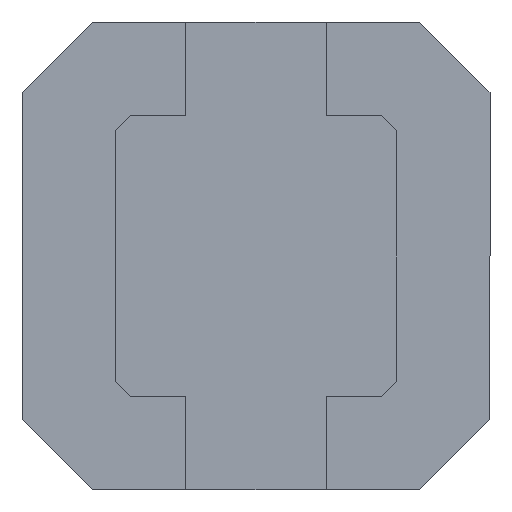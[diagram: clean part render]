
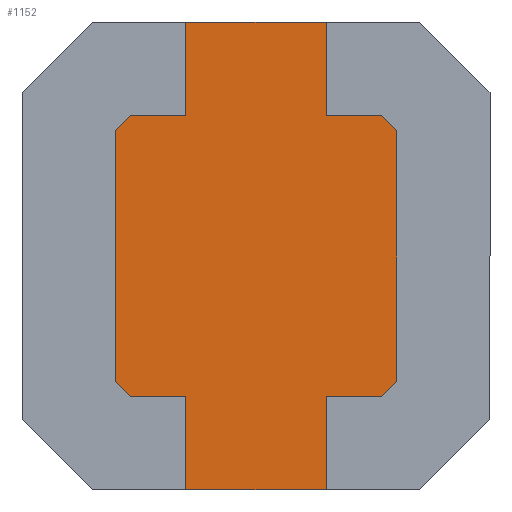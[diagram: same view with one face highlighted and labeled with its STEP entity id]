
A CAD part, front view. The second image highlights one B-rep face of the part: STEP entity #1152.
In plain terms, the highlighted planar face has unit normal (0, -1, 0).
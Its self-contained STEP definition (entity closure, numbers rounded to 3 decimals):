
#31 = PLANE ( 'NONE',  #765 ) ;
#34 = ORIENTED_EDGE ( 'NONE', *, *, #1988, .T. ) ;
#62 = ORIENTED_EDGE ( 'NONE', *, *, #2354, .T. ) ;
#73 = LINE ( 'NONE', #610, #1416 ) ;
#158 = VECTOR ( 'NONE', #343, 1000. ) ;
#218 = ORIENTED_EDGE ( 'NONE', *, *, #904, .F. ) ;
#243 = VECTOR ( 'NONE', #1713, 1000. ) ;
#252 = VECTOR ( 'NONE', #1880, 1000. ) ;
#277 = CARTESIAN_POINT ( 'NONE',  ( 0.75, 0.15, -2.505 ) ) ;
#329 = EDGE_CURVE ( 'NONE', #1303, #645, #1198, .T. ) ;
#343 = DIRECTION ( 'NONE',  ( 0.707, 0., -0.707 ) ) ;
#404 = DIRECTION ( 'NONE',  ( 1., 0., 0. ) ) ;
#409 = CARTESIAN_POINT ( 'NONE',  ( 0.75, 0.15, 2.505 ) ) ;
#415 = DIRECTION ( 'NONE',  ( -1., 0., 0. ) ) ;
#436 = CARTESIAN_POINT ( 'NONE',  ( -0.75, 0.15, 2.505 ) ) ;
#442 = EDGE_CURVE ( 'NONE', #1164, #1786, #609, .T. ) ;
#459 = LINE ( 'NONE', #583, #2047 ) ;
#465 = CARTESIAN_POINT ( 'NONE',  ( 0.75, 0.15, 2.505 ) ) ;
#481 = VERTEX_POINT ( 'NONE', #1069 ) ;
#491 = LINE ( 'NONE', #1425, #158 ) ;
#509 = VERTEX_POINT ( 'NONE', #1932 ) ;
#517 = VERTEX_POINT ( 'NONE', #1573 ) ;
#519 = CARTESIAN_POINT ( 'NONE',  ( 0.75, 0.15, 1.505 ) ) ;
#582 = ORIENTED_EDGE ( 'NONE', *, *, #1183, .T. ) ;
#583 = CARTESIAN_POINT ( 'NONE',  ( -1.341, 0.15, -1.505 ) ) ;
#584 = VECTOR ( 'NONE', #623, 1000. ) ;
#609 = LINE ( 'NONE', #861, #704 ) ;
#610 = CARTESIAN_POINT ( 'NONE',  ( 1.505, 0.15, -1.341 ) ) ;
#617 = CARTESIAN_POINT ( 'NONE',  ( 0.75, 0.15, 2.505 ) ) ;
#618 = LINE ( 'NONE', #277, #1264 ) ;
#623 = DIRECTION ( 'NONE',  ( 0., 0., 1. ) ) ;
#645 = VERTEX_POINT ( 'NONE', #2345 ) ;
#663 = CARTESIAN_POINT ( 'NONE',  ( -0.75, 0.15, -2.505 ) ) ;
#704 = VECTOR ( 'NONE', #2347, 1000. ) ;
#706 = EDGE_CURVE ( 'NONE', #645, #1718, #1247, .T. ) ;
#718 = LINE ( 'NONE', #863, #932 ) ;
#727 = LINE ( 'NONE', #2098, #1227 ) ;
#734 = ORIENTED_EDGE ( 'NONE', *, *, #1972, .F. ) ;
#753 = CARTESIAN_POINT ( 'NONE',  ( -1.505, 0.15, -1.341 ) ) ;
#763 = EDGE_CURVE ( 'NONE', #509, #1164, #1806, .T. ) ;
#765 = AXIS2_PLACEMENT_3D ( 'NONE', #617, #1693, #1118 ) ;
#825 = EDGE_CURVE ( 'NONE', #1116, #1303, #873, .T. ) ;
#847 = CARTESIAN_POINT ( 'NONE',  ( -1.341, 0.15, -1.505 ) ) ;
#861 = CARTESIAN_POINT ( 'NONE',  ( 1.341, 0.15, -1.505 ) ) ;
#863 = CARTESIAN_POINT ( 'NONE',  ( 0.75, 0.15, 2.505 ) ) ;
#872 = EDGE_CURVE ( 'NONE', #1786, #1718, #73, .T. ) ;
#873 = LINE ( 'NONE', #409, #1625 ) ;
#880 = EDGE_CURVE ( 'NONE', #1226, #1956, #1497, .T. ) ;
#904 = EDGE_CURVE ( 'NONE', #1402, #1850, #1930, .T. ) ;
#932 = VECTOR ( 'NONE', #1361, 1000. ) ;
#936 = VECTOR ( 'NONE', #2022, 1000. ) ;
#939 = VECTOR ( 'NONE', #1602, 1000. ) ;
#946 = CARTESIAN_POINT ( 'NONE',  ( 0.75, 0.15, -1.505 ) ) ;
#953 = DIRECTION ( 'NONE',  ( 0., 0., -1. ) ) ;
#965 = CARTESIAN_POINT ( 'NONE',  ( -1.505, 0.15, 1.341 ) ) ;
#971 = CARTESIAN_POINT ( 'NONE',  ( 1.341, 0.15, -1.505 ) ) ;
#974 = EDGE_CURVE ( 'NONE', #1913, #1402, #618, .T. ) ;
#1000 = DIRECTION ( 'NONE',  ( -0.707, 0., -0.707 ) ) ;
#1069 = CARTESIAN_POINT ( 'NONE',  ( -1.341, 0.15, 1.505 ) ) ;
#1081 = ORIENTED_EDGE ( 'NONE', *, *, #974, .F. ) ;
#1116 = VERTEX_POINT ( 'NONE', #1675 ) ;
#1118 = DIRECTION ( 'NONE',  ( 0., 0., 1. ) ) ;
#1128 = CARTESIAN_POINT ( 'NONE',  ( -1.505, 0.15, 1.341 ) ) ;
#1140 = CARTESIAN_POINT ( 'NONE',  ( -0.75, 0.15, 1.505 ) ) ;
#1152 = ADVANCED_FACE ( 'NONE', ( #1604 ), #31, .F. ) ;
#1164 = VERTEX_POINT ( 'NONE', #971 ) ;
#1183 = EDGE_CURVE ( 'NONE', #1480, #1850, #459, .T. ) ;
#1192 = LINE ( 'NONE', #1140, #1874 ) ;
#1198 = LINE ( 'NONE', #519, #939 ) ;
#1226 = VERTEX_POINT ( 'NONE', #1128 ) ;
#1227 = VECTOR ( 'NONE', #1000, 1000. ) ;
#1247 = LINE ( 'NONE', #2165, #2229 ) ;
#1264 = VECTOR ( 'NONE', #1722, 1000. ) ;
#1303 = VERTEX_POINT ( 'NONE', #2032 ) ;
#1306 = DIRECTION ( 'NONE',  ( 1., 0., 0. ) ) ;
#1357 = LINE ( 'NONE', #1839, #936 ) ;
#1361 = DIRECTION ( 'NONE',  ( 1., 0., 0. ) ) ;
#1402 = VERTEX_POINT ( 'NONE', #663 ) ;
#1412 = ORIENTED_EDGE ( 'NONE', *, *, #825, .F. ) ;
#1416 = VECTOR ( 'NONE', #1514, 1000. ) ;
#1425 = CARTESIAN_POINT ( 'NONE',  ( -1.505, 0.15, -1.341 ) ) ;
#1480 = VERTEX_POINT ( 'NONE', #847 ) ;
#1497 = LINE ( 'NONE', #965, #252 ) ;
#1514 = DIRECTION ( 'NONE',  ( 0., 0., 1. ) ) ;
#1522 = ORIENTED_EDGE ( 'NONE', *, *, #2006, .F. ) ;
#1573 = CARTESIAN_POINT ( 'NONE',  ( -0.75, 0.15, 2.505 ) ) ;
#1602 = DIRECTION ( 'NONE',  ( 1., 0., 0. ) ) ;
#1604 = FACE_OUTER_BOUND ( 'NONE', #2270, .T. ) ;
#1625 = VECTOR ( 'NONE', #953, 1000. ) ;
#1637 = EDGE_CURVE ( 'NONE', #1683, #481, #1192, .T. ) ;
#1642 = CARTESIAN_POINT ( 'NONE',  ( 0.75, 0.15, -2.505 ) ) ;
#1675 = CARTESIAN_POINT ( 'NONE',  ( 0.75, 0.15, 2.505 ) ) ;
#1683 = VERTEX_POINT ( 'NONE', #1886 ) ;
#1693 = DIRECTION ( 'NONE',  ( 0., 1., 0. ) ) ;
#1713 = DIRECTION ( 'NONE',  ( 0., 0., -1. ) ) ;
#1718 = VERTEX_POINT ( 'NONE', #2094 ) ;
#1722 = DIRECTION ( 'NONE',  ( -1., 0., 0. ) ) ;
#1764 = CARTESIAN_POINT ( 'NONE',  ( -0.75, 0.15, -1.505 ) ) ;
#1775 = LINE ( 'NONE', #465, #243 ) ;
#1786 = VERTEX_POINT ( 'NONE', #2312 ) ;
#1806 = LINE ( 'NONE', #946, #2189 ) ;
#1839 = CARTESIAN_POINT ( 'NONE',  ( -0.75, 0.15, 2.505 ) ) ;
#1850 = VERTEX_POINT ( 'NONE', #1764 ) ;
#1874 = VECTOR ( 'NONE', #415, 1000. ) ;
#1880 = DIRECTION ( 'NONE',  ( 0., 0., -1. ) ) ;
#1886 = CARTESIAN_POINT ( 'NONE',  ( -0.75, 0.15, 1.505 ) ) ;
#1889 = EDGE_CURVE ( 'NONE', #517, #1116, #718, .T. ) ;
#1913 = VERTEX_POINT ( 'NONE', #1642 ) ;
#1930 = LINE ( 'NONE', #436, #584 ) ;
#1932 = CARTESIAN_POINT ( 'NONE',  ( 0.75, 0.15, -1.505 ) ) ;
#1956 = VERTEX_POINT ( 'NONE', #753 ) ;
#1964 = ORIENTED_EDGE ( 'NONE', *, *, #880, .T. ) ;
#1972 = EDGE_CURVE ( 'NONE', #1683, #517, #1357, .T. ) ;
#1988 = EDGE_CURVE ( 'NONE', #481, #1226, #727, .T. ) ;
#2003 = ORIENTED_EDGE ( 'NONE', *, *, #442, .T. ) ;
#2006 = EDGE_CURVE ( 'NONE', #509, #1913, #1775, .T. ) ;
#2022 = DIRECTION ( 'NONE',  ( 0., 0., 1. ) ) ;
#2032 = CARTESIAN_POINT ( 'NONE',  ( 0.75, 0.15, 1.505 ) ) ;
#2047 = VECTOR ( 'NONE', #1306, 1000. ) ;
#2050 = ORIENTED_EDGE ( 'NONE', *, *, #763, .T. ) ;
#2094 = CARTESIAN_POINT ( 'NONE',  ( 1.505, 0.15, 1.341 ) ) ;
#2098 = CARTESIAN_POINT ( 'NONE',  ( -1.341, 0.15, 1.505 ) ) ;
#2165 = CARTESIAN_POINT ( 'NONE',  ( 1.341, 0.15, 1.505 ) ) ;
#2169 = ORIENTED_EDGE ( 'NONE', *, *, #1637, .T. ) ;
#2172 = ORIENTED_EDGE ( 'NONE', *, *, #872, .T. ) ;
#2189 = VECTOR ( 'NONE', #404, 1000. ) ;
#2204 = ORIENTED_EDGE ( 'NONE', *, *, #1889, .F. ) ;
#2229 = VECTOR ( 'NONE', #2272, 1000. ) ;
#2255 = ORIENTED_EDGE ( 'NONE', *, *, #329, .F. ) ;
#2262 = ORIENTED_EDGE ( 'NONE', *, *, #706, .F. ) ;
#2270 = EDGE_LOOP ( 'NONE', ( #734, #2169, #34, #1964, #62, #582, #218, #1081, #1522, #2050, #2003, #2172, #2262, #2255, #1412, #2204 ) ) ;
#2272 = DIRECTION ( 'NONE',  ( 0.707, 0., -0.707 ) ) ;
#2312 = CARTESIAN_POINT ( 'NONE',  ( 1.505, 0.15, -1.341 ) ) ;
#2345 = CARTESIAN_POINT ( 'NONE',  ( 1.341, 0.15, 1.505 ) ) ;
#2347 = DIRECTION ( 'NONE',  ( 0.707, 0., 0.707 ) ) ;
#2354 = EDGE_CURVE ( 'NONE', #1956, #1480, #491, .T. ) ;
